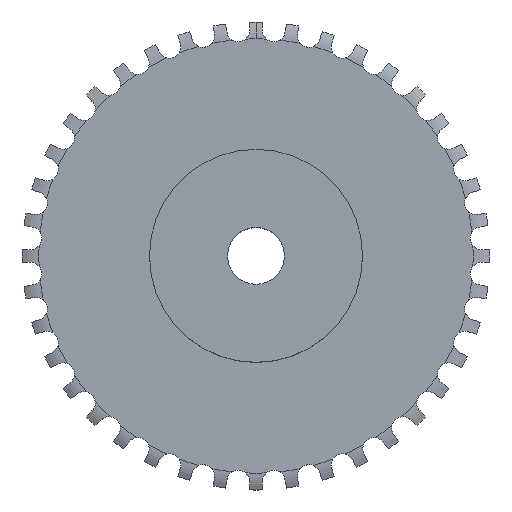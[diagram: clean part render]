
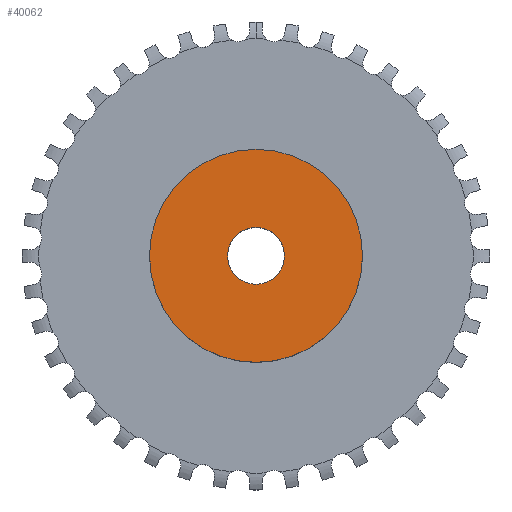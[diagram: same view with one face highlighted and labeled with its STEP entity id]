
A CAD part, top view. The second image highlights one B-rep face of the part: STEP entity #40062.
In plain terms, the highlighted planar face has unit normal (0, 0, 1).
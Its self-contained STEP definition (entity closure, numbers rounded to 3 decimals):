
#6520 = CYLINDRICAL_SURFACE('',#6521,4.);
#6521 = AXIS2_PLACEMENT_3D('',#6522,#6523,#6524);
#6522 = CARTESIAN_POINT('',(0.,0.,5000.));
#6523 = DIRECTION('',(0.,0.,1.));
#6524 = DIRECTION('',(1.,0.,-0.));
#11674 = CYLINDRICAL_SURFACE('',#11675,15.);
#11675 = AXIS2_PLACEMENT_3D('',#11676,#11677,#11678);
#11676 = CARTESIAN_POINT('',(0.,0.,0.));
#11677 = DIRECTION('',(-0.,-0.,-1.));
#11678 = DIRECTION('',(1.,0.,0.));
#32828 = EDGE_CURVE('',#32829,#32829,#32831,.T.);
#32829 = VERTEX_POINT('',#32830);
#32830 = CARTESIAN_POINT('',(4.,0.,13.85));
#32831 = SURFACE_CURVE('',#32832,(#32837,#32844),.PCURVE_S1.);
#32832 = CIRCLE('',#32833,4.);
#32833 = AXIS2_PLACEMENT_3D('',#32834,#32835,#32836);
#32834 = CARTESIAN_POINT('',(0.,0.,13.85));
#32835 = DIRECTION('',(0.,0.,1.));
#32836 = DIRECTION('',(1.,0.,-0.));
#32837 = PCURVE('',#6520,#32838);
#32838 = DEFINITIONAL_REPRESENTATION('',(#32839),#32843);
#32839 = LINE('',#32840,#32841);
#32840 = CARTESIAN_POINT('',(0.,-4986.15));
#32841 = VECTOR('',#32842,1.);
#32842 = DIRECTION('',(1.,0.));
#32843 = ( GEOMETRIC_REPRESENTATION_CONTEXT(2) 
PARAMETRIC_REPRESENTATION_CONTEXT() REPRESENTATION_CONTEXT('2D SPACE',''
  ) );
#32844 = PCURVE('',#32845,#32850);
#32845 = PLANE('',#32846);
#32846 = AXIS2_PLACEMENT_3D('',#32847,#32848,#32849);
#32847 = CARTESIAN_POINT('',(0.,0.,13.85));
#32848 = DIRECTION('',(-0.,0.,1.));
#32849 = DIRECTION('',(0.,-1.,0.));
#32850 = DEFINITIONAL_REPRESENTATION('',(#32851),#32855);
#32851 = CIRCLE('',#32852,4.);
#32852 = AXIS2_PLACEMENT_2D('',#32853,#32854);
#32853 = CARTESIAN_POINT('',(0.,0.));
#32854 = DIRECTION('',(0.,1.));
#32855 = ( GEOMETRIC_REPRESENTATION_CONTEXT(2) 
PARAMETRIC_REPRESENTATION_CONTEXT() REPRESENTATION_CONTEXT('2D SPACE',''
  ) );
#37576 = VERTEX_POINT('',#37577);
#37577 = CARTESIAN_POINT('',(15.,0.,13.85));
#37598 = EDGE_CURVE('',#37576,#37576,#37599,.T.);
#37599 = SURFACE_CURVE('',#37600,(#37605,#37612),.PCURVE_S1.);
#37600 = CIRCLE('',#37601,15.);
#37601 = AXIS2_PLACEMENT_3D('',#37602,#37603,#37604);
#37602 = CARTESIAN_POINT('',(0.,0.,13.85));
#37603 = DIRECTION('',(0.,0.,1.));
#37604 = DIRECTION('',(1.,0.,0.));
#37605 = PCURVE('',#11674,#37606);
#37606 = DEFINITIONAL_REPRESENTATION('',(#37607),#37611);
#37607 = LINE('',#37608,#37609);
#37608 = CARTESIAN_POINT('',(-0.,-13.85));
#37609 = VECTOR('',#37610,1.);
#37610 = DIRECTION('',(-1.,0.));
#37611 = ( GEOMETRIC_REPRESENTATION_CONTEXT(2) 
PARAMETRIC_REPRESENTATION_CONTEXT() REPRESENTATION_CONTEXT('2D SPACE',''
  ) );
#37612 = PCURVE('',#32845,#37613);
#37613 = DEFINITIONAL_REPRESENTATION('',(#37614),#37618);
#37614 = CIRCLE('',#37615,15.);
#37615 = AXIS2_PLACEMENT_2D('',#37616,#37617);
#37616 = CARTESIAN_POINT('',(0.,0.));
#37617 = DIRECTION('',(0.,1.));
#37618 = ( GEOMETRIC_REPRESENTATION_CONTEXT(2) 
PARAMETRIC_REPRESENTATION_CONTEXT() REPRESENTATION_CONTEXT('2D SPACE',''
  ) );
#40062 = ADVANCED_FACE('',(#40063,#40066),#32845,.T.);
#40063 = FACE_BOUND('',#40064,.T.);
#40064 = EDGE_LOOP('',(#40065));
#40065 = ORIENTED_EDGE('',*,*,#37598,.T.);
#40066 = FACE_BOUND('',#40067,.T.);
#40067 = EDGE_LOOP('',(#40068));
#40068 = ORIENTED_EDGE('',*,*,#32828,.F.);
